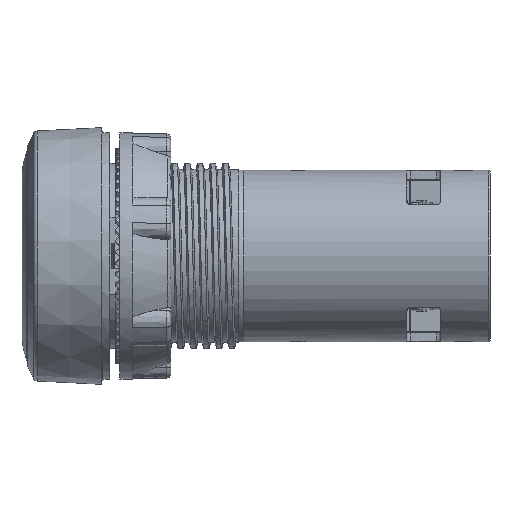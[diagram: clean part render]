
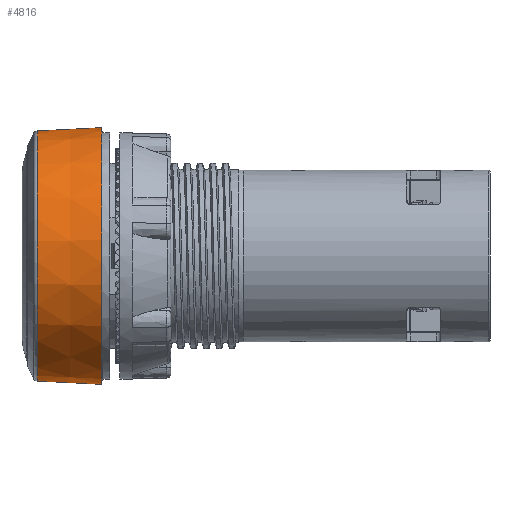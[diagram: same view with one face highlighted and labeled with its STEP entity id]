
A CAD part, left-side view. The second image highlights one B-rep face of the part: STEP entity #4816.
In plain terms, the highlighted conical face has half-angle 2.899 degrees and reference radius 14.908 mm.
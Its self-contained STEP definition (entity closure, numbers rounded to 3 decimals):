
#4816=ADVANCED_FACE('',(#28897,#28899),#28901,.T.);
#28897=FACE_BOUND('',#28898,.T.);
#28898=EDGE_LOOP('',(#67786,#67787));
#28899=FACE_BOUND('',#28900,.T.);
#28900=EDGE_LOOP('',(#67788,#67789));
#28901=CONICAL_SURFACE('',#28902,14.908,0.051);
#28902=AXIS2_PLACEMENT_3D('',#28903,#28904,#28905);
#28903=CARTESIAN_POINT('',(0.,49.4,0.));
#28904=DIRECTION('',(0.,-1.,0.));
#28905=DIRECTION('',(0.993,0.,-0.122));
#67786=ORIENTED_EDGE('',*,*,#79097,.F.);
#67787=ORIENTED_EDGE('',*,*,#79096,.T.);
#67788=ORIENTED_EDGE('',*,*,#79098,.F.);
#67789=ORIENTED_EDGE('',*,*,#79099,.F.);
#79096=EDGE_CURVE('',#86891,#86892,#86893,.T.);
#79097=EDGE_CURVE('',#86891,#86892,#86894,.T.);
#79098=EDGE_CURVE('',#86895,#86896,#86897,.T.);
#79099=EDGE_CURVE('',#86896,#86895,#86898,.T.);
#86891=VERTEX_POINT('',#108023);
#86892=VERTEX_POINT('',#108024);
#86893=CIRCLE('',#108025,15.1);
#86894=CIRCLE('',#108029,15.1);
#86895=VERTEX_POINT('',#108033);
#86896=VERTEX_POINT('',#108034);
#86897=CIRCLE('',#108035,14.715);
#86898=CIRCLE('',#108039,14.715);
#108023=CARTESIAN_POINT('',(-14.987,45.6,1.84));
#108024=CARTESIAN_POINT('',(14.987,45.6,-1.84));
#108025=AXIS2_PLACEMENT_3D('',#108026,#108027,#108028);
#108026=CARTESIAN_POINT('',(0.,45.6,0.));
#108027=DIRECTION('',(0.,1.,0.));
#108028=DIRECTION('',(-0.993,0.,0.122));
#108029=AXIS2_PLACEMENT_3D('',#108030,#108031,#108032);
#108030=CARTESIAN_POINT('',(0.,45.6,0.));
#108031=DIRECTION('',(0.,-1.,0.));
#108032=DIRECTION('',(-0.993,0.,0.122));
#108033=CARTESIAN_POINT('',(-14.605,53.201,1.793));
#108034=CARTESIAN_POINT('',(14.605,53.201,-1.793));
#108035=AXIS2_PLACEMENT_3D('',#108036,#108037,#108038);
#108036=CARTESIAN_POINT('',(0.,53.201,0.));
#108037=DIRECTION('',(0.,1.,0.));
#108038=DIRECTION('',(-0.993,0.,0.122));
#108039=AXIS2_PLACEMENT_3D('',#108040,#108041,#108042);
#108040=CARTESIAN_POINT('',(0.,53.201,0.));
#108041=DIRECTION('',(0.,1.,0.));
#108042=DIRECTION('',(0.993,0.,-0.122));
